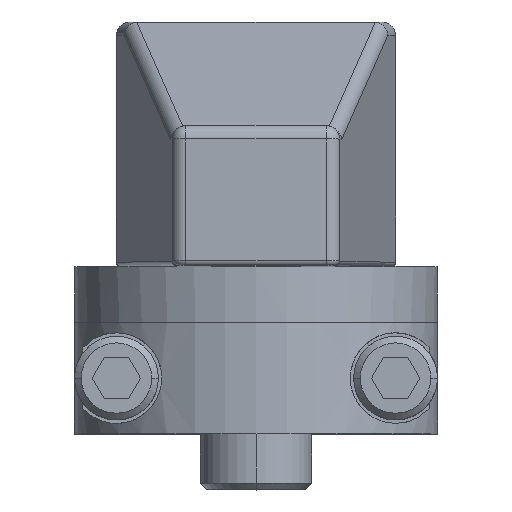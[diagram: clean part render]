
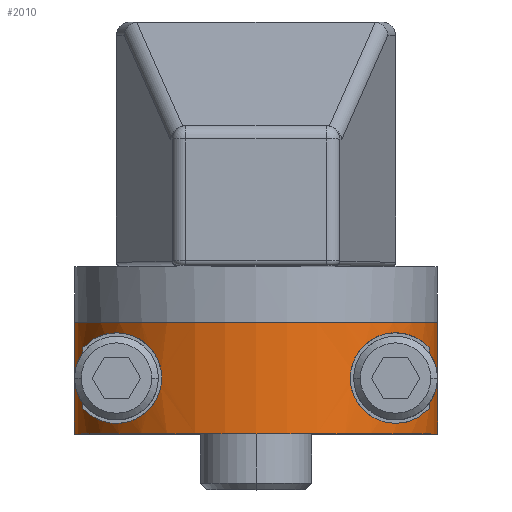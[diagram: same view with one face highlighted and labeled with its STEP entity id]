
A CAD part, top view. The second image highlights one B-rep face of the part: STEP entity #2010.
In plain terms, the highlighted cylindrical face has radius 20.701 mm (diameter 41.402 mm), a partial arc.
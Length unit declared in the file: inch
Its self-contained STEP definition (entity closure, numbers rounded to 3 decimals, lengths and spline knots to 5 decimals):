
#260=DIRECTION('',(0.,1.,0.));
#261=VECTOR('',#260,0.5);
#262=CARTESIAN_POINT('',(0.81445,-0.25,0.03));
#263=LINE('',#262,#261);
#325=CARTESIAN_POINT('',(0.,0.25,0.));
#326=DIRECTION('',(0.,1.,0.));
#327=DIRECTION('',(-0.999,0.,0.037));
#328=AXIS2_PLACEMENT_3D('',#325,#326,#327);
#620=DIRECTION('',(0.,1.,0.));
#621=VECTOR('',#620,0.5);
#622=CARTESIAN_POINT('',(-0.81445,-0.25,0.03));
#623=LINE('',#622,#621);
#651=CARTESIAN_POINT('',(0.,-0.25,0.));
#652=DIRECTION('',(0.,1.,0.));
#653=DIRECTION('',(-0.999,0.,0.037));
#654=AXIS2_PLACEMENT_3D('',#651,#652,#653);
#682=DIRECTION('',(0.,1.,0.));
#683=VECTOR('',#682,0.02445);
#684=CARTESIAN_POINT('',(0.77571,-0.136,0.25));
#685=LINE('',#684,#683);
#686=DIRECTION('',(0.,1.,0.));
#687=VECTOR('',#686,0.02445);
#688=CARTESIAN_POINT('',(0.77571,0.11155,0.25));
#689=LINE('',#688,#687);
#695=DIRECTION('',(0.,1.,0.));
#696=VECTOR('',#695,0.02445);
#697=CARTESIAN_POINT('',(-0.77571,0.11155,0.25));
#698=LINE('',#697,#696);
#699=DIRECTION('',(0.,1.,0.));
#700=VECTOR('',#699,0.02445);
#701=CARTESIAN_POINT('',(-0.77571,-0.136,0.25));
#702=LINE('',#701,#700);
#712=DIRECTION('',(0.,1.,0.));
#713=VECTOR('',#712,0.2231);
#714=CARTESIAN_POINT('',(-0.77571,-0.11155,0.25));
#715=LINE('',#714,#713);
#726=DIRECTION('',(0.,1.,0.));
#727=VECTOR('',#726,0.2231);
#728=CARTESIAN_POINT('',(0.77571,-0.11155,0.25));
#729=LINE('',#728,#727);
#957=CARTESIAN_POINT('',(0.77571,-0.136,0.25));
#958=CARTESIAN_POINT('',(0.76467,-0.14823,
0.28425));
#959=CARTESIAN_POINT('',(0.73929,-0.1702,
0.3475));
#960=CARTESIAN_POINT('',(0.6958,-0.19225,
0.42724));
#961=CARTESIAN_POINT('',(0.64974,-0.20327,0.49396));
#962=CARTESIAN_POINT('',(0.6039,-0.20356,
0.54862));
#963=CARTESIAN_POINT('',(0.56075,-0.19416,
0.59231));
#964=CARTESIAN_POINT('',(0.52244,-0.17678,
0.62609));
#965=CARTESIAN_POINT('',(0.48981,-0.15315,
0.65174));
#966=CARTESIAN_POINT('',(0.4631,-0.12448,
0.67085));
#967=CARTESIAN_POINT('',(0.44264,-0.09187,
0.68442));
#968=CARTESIAN_POINT('',(0.42875,-0.05634,
0.69314));
#969=CARTESIAN_POINT('',(0.42171,-0.019,
0.69742));
#970=CARTESIAN_POINT('',(0.42171,0.01896,
0.69742));
#971=CARTESIAN_POINT('',(0.42873,0.0563,
0.69315));
#972=CARTESIAN_POINT('',(0.44262,0.09183,
0.68443));
#973=CARTESIAN_POINT('',(0.46307,0.12444,
0.67087));
#974=CARTESIAN_POINT('',(0.48977,0.15312,
0.65177));
#975=CARTESIAN_POINT('',(0.5224,0.17675,
0.62612));
#976=CARTESIAN_POINT('',(0.56071,0.19415,
0.59235));
#977=CARTESIAN_POINT('',(0.60387,0.20356,
0.54867));
#978=CARTESIAN_POINT('',(0.64971,0.20327,
0.494));
#979=CARTESIAN_POINT('',(0.69578,0.19226,
0.42727));
#980=CARTESIAN_POINT('',(0.73928,0.17021,
0.34753));
#981=CARTESIAN_POINT('',(0.76467,0.14823,
0.28426));
#982=CARTESIAN_POINT('',(0.77571,0.136,0.25));
#984=CARTESIAN_POINT('',(-0.77571,0.136,0.25));
#985=CARTESIAN_POINT('',(-0.76467,0.14823,
0.28425));
#986=CARTESIAN_POINT('',(-0.73929,0.1702,
0.3475));
#987=CARTESIAN_POINT('',(-0.6958,0.19225,
0.42724));
#988=CARTESIAN_POINT('',(-0.64974,0.20327,
0.49396));
#989=CARTESIAN_POINT('',(-0.6039,0.20356,
0.54862));
#990=CARTESIAN_POINT('',(-0.56075,0.19416,
0.59231));
#991=CARTESIAN_POINT('',(-0.52244,0.17678,
0.62609));
#992=CARTESIAN_POINT('',(-0.48981,0.15315,
0.65174));
#993=CARTESIAN_POINT('',(-0.4631,0.12448,
0.67085));
#994=CARTESIAN_POINT('',(-0.44264,0.09187,
0.68442));
#995=CARTESIAN_POINT('',(-0.42875,0.05634,
0.69314));
#996=CARTESIAN_POINT('',(-0.42171,0.019,
0.69742));
#997=CARTESIAN_POINT('',(-0.42171,-0.01896,
0.69742));
#998=CARTESIAN_POINT('',(-0.42873,-0.0563,
0.69315));
#999=CARTESIAN_POINT('',(-0.44262,-0.09183,
0.68443));
#1000=CARTESIAN_POINT('',(-0.46307,-0.12444,
0.67087));
#1001=CARTESIAN_POINT('',(-0.48977,-0.15312,
0.65177));
#1002=CARTESIAN_POINT('',(-0.5224,-0.17675,
0.62612));
#1003=CARTESIAN_POINT('',(-0.56071,-0.19415,
0.59235));
#1004=CARTESIAN_POINT('',(-0.60387,-0.20356,
0.54867));
#1005=CARTESIAN_POINT('',(-0.64971,-0.20327,
0.494));
#1006=CARTESIAN_POINT('',(-0.69578,-0.19226,
0.42727));
#1007=CARTESIAN_POINT('',(-0.73928,-0.17021,
0.34753));
#1008=CARTESIAN_POINT('',(-0.76467,-0.14823,
0.28426));
#1009=CARTESIAN_POINT('',(-0.77571,-0.136,0.25));
#1094=CARTESIAN_POINT('',(-0.81445,-0.25,0.03));
#1095=VERTEX_POINT('',#1094);
#1096=CARTESIAN_POINT('',(0.81445,-0.25,0.03));
#1097=VERTEX_POINT('',#1096);
#1102=CARTESIAN_POINT('',(-0.81445,0.25,0.03));
#1103=CARTESIAN_POINT('',(0.81445,0.25,0.03));
#1104=VERTEX_POINT('',#1102);
#1105=VERTEX_POINT('',#1103);
#1114=CARTESIAN_POINT('',(0.77571,0.136,0.25));
#1115=CARTESIAN_POINT('',(0.77571,-0.136,0.25));
#1116=VERTEX_POINT('',#1114);
#1117=VERTEX_POINT('',#1115);
#1118=VERTEX_POINT('',#984);
#1119=VERTEX_POINT('',#1009);
#1120=CARTESIAN_POINT('',(-0.77571,-0.11155,0.25));
#1121=CARTESIAN_POINT('',(-0.77571,0.11155,0.25));
#1122=VERTEX_POINT('',#1120);
#1123=VERTEX_POINT('',#1121);
#1124=CARTESIAN_POINT('',(0.77571,-0.11155,0.25));
#1125=CARTESIAN_POINT('',(0.77571,0.11155,0.25));
#1126=VERTEX_POINT('',#1124);
#1127=VERTEX_POINT('',#1125);
#1978=CARTESIAN_POINT('',(0.,-0.25,0.));
#1979=DIRECTION('',(0.,1.,0.));
#1980=DIRECTION('',(1.,0.,0.));
#1981=AXIS2_PLACEMENT_3D('',#1978,#1979,#1980);
#1982=CYLINDRICAL_SURFACE('',#1981,0.815);
#1984=ORIENTED_EDGE('',*,*,#1983,.F.);
#1985=ORIENTED_EDGE('',*,*,#1963,.T.);
#1986=ORIENTED_EDGE('',*,*,#1556,.T.);
#1987=ORIENTED_EDGE('',*,*,#1469,.F.);
#1988=EDGE_LOOP('',(#1984,#1985,#1986,#1987));
#1989=FACE_OUTER_BOUND('',#1988,.F.);
#1991=ORIENTED_EDGE('',*,*,#1990,.F.);
#1993=ORIENTED_EDGE('',*,*,#1992,.F.);
#1995=ORIENTED_EDGE('',*,*,#1994,.F.);
#1997=ORIENTED_EDGE('',*,*,#1996,.F.);
#1998=EDGE_LOOP('',(#1991,#1993,#1995,#1997));
#1999=FACE_BOUND('',#1998,.F.);
#2001=ORIENTED_EDGE('',*,*,#2000,.T.);
#2003=ORIENTED_EDGE('',*,*,#2002,.F.);
#2005=ORIENTED_EDGE('',*,*,#2004,.T.);
#2007=ORIENTED_EDGE('',*,*,#2006,.T.);
#2008=EDGE_LOOP('',(#2001,#2003,#2005,#2007));
#2009=FACE_BOUND('',#2008,.F.);
#2010=ADVANCED_FACE('',(#1989,#1999,#2009),#1982,.T.);
#329=CIRCLE('',#328,0.815);
#655=CIRCLE('',#654,0.815);
#983=B_SPLINE_CURVE_WITH_KNOTS('',3,(#957,#958,#959,#960,#961,#962,#963,#964,
#965,#966,#967,#968,#969,#970,#971,#972,#973,#974,#975,#976,#977,#978,#979,#980,
#981,#982),.UNSPECIFIED.,.F.,.F.,(4,1,1,1,1,1,1,1,1,1,1,1,1,1,1,1,1,1,1,1,1,1,1,
4),(0.,0.04348,0.08696,0.13043,
0.17391,0.21739,0.26087,0.30435,
0.34783,0.3913,0.43478,0.47826,
0.52174,0.56522,0.6087,0.65217,
0.69565,0.73913,0.78261,0.82609,
0.86957,0.91304,0.95652,1.),.UNSPECIFIED.);
#1010=B_SPLINE_CURVE_WITH_KNOTS('',3,(#984,#985,#986,#987,#988,#989,#990,#991,
#992,#993,#994,#995,#996,#997,#998,#999,#1000,#1001,#1002,#1003,#1004,#1005,
#1006,#1007,#1008,#1009),.UNSPECIFIED.,.F.,.F.,(4,1,1,1,1,1,1,1,1,1,1,1,1,1,1,1,
1,1,1,1,1,1,1,4),(0.,0.04348,0.08696,0.13043,
0.17391,0.21739,0.26087,0.30435,
0.34783,0.3913,0.43478,0.47826,
0.52174,0.56522,0.6087,0.65217,
0.69565,0.73913,0.78261,0.82609,
0.86957,0.91304,0.95652,1.),.UNSPECIFIED.);
#1469=EDGE_CURVE('',#1097,#1105,#263,.T.);
#1556=EDGE_CURVE('',#1104,#1105,#329,.T.);
#1963=EDGE_CURVE('',#1095,#1104,#623,.T.);
#1983=EDGE_CURVE('',#1095,#1097,#655,.T.);
#1990=EDGE_CURVE('',#1119,#1122,#702,.T.);
#1992=EDGE_CURVE('',#1118,#1119,#1010,.T.);
#1994=EDGE_CURVE('',#1123,#1118,#698,.T.);
#1996=EDGE_CURVE('',#1122,#1123,#715,.T.);
#2000=EDGE_CURVE('',#1127,#1116,#689,.T.);
#2002=EDGE_CURVE('',#1117,#1116,#983,.T.);
#2004=EDGE_CURVE('',#1117,#1126,#685,.T.);
#2006=EDGE_CURVE('',#1126,#1127,#729,.T.);
